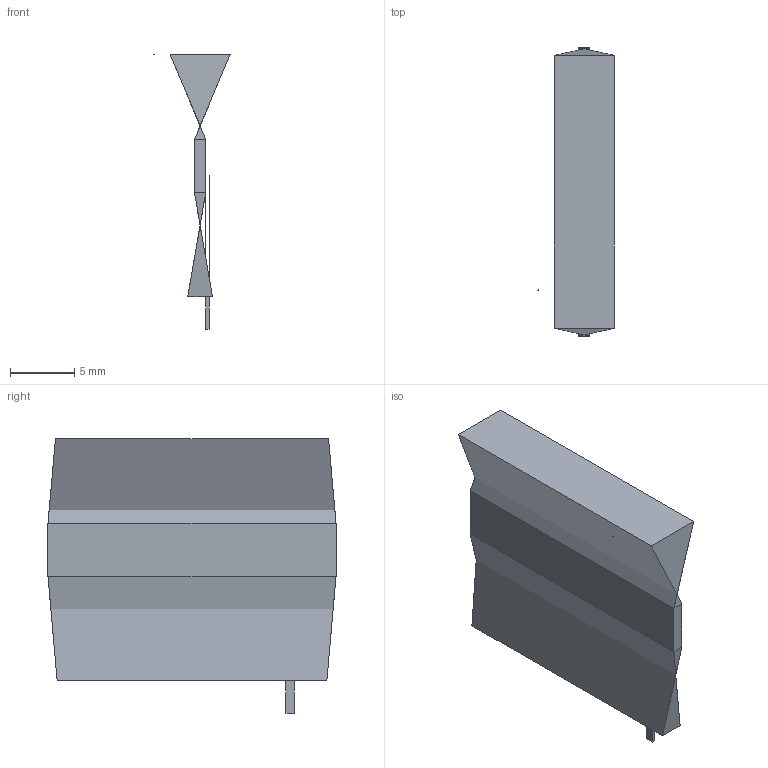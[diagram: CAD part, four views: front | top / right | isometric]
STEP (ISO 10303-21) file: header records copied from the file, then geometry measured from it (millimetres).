
FILE_DESCRIPTION(('STEP AP214'),'1');
FILE_NAME('RECT_GBU','2019-03-25T03:45:06',(''),(''),'','','');
FILE_SCHEMA(('AUTOMOTIVE_DESIGN'));
Length unit declared in the file: millimetre
Products named in the file (1): product
Bounding box: 5.92 x 22.35 x 21.34 mm (x, y, z)
Volume: 0 mm3
Topology: 1 solids, 29 shells, 31 faces, 103 edges, 98 vertices
Faces by surface type: plane 30, cylinder 1
Full cylindrical faces by diameter (mm): 0.044 x1
Entity records: 4886 total; most frequent: CARTESIAN_POINT 983, VERTEX_POINT 882, DIRECTION 626, ORIENTED_EDGE 444, EDGE_CURVE 442, LINE 440, VECTOR 440, AXIS2_PLACEMENT_3D 101
